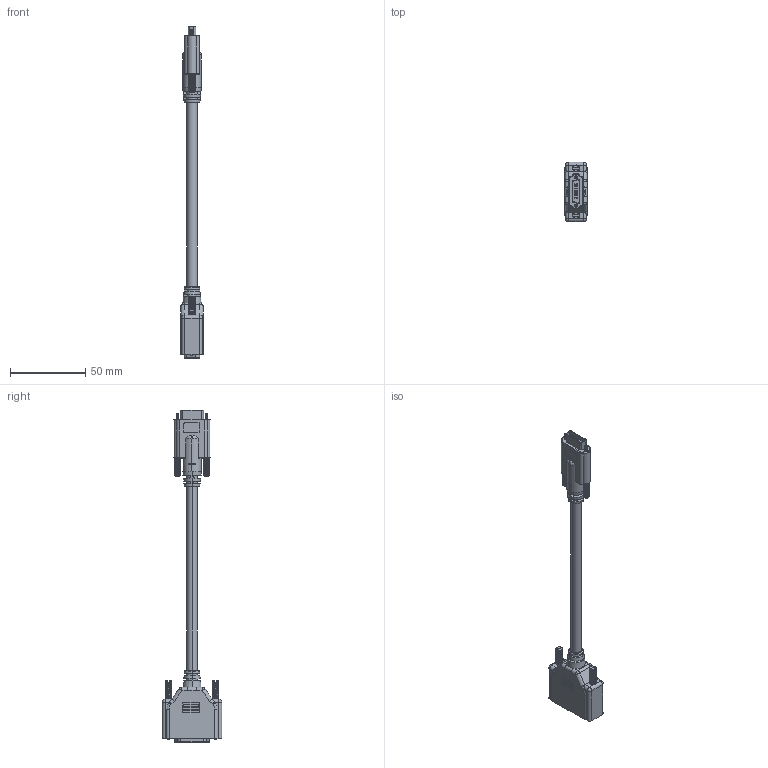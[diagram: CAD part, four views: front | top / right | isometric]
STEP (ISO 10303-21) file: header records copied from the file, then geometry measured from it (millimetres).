
FILE_DESCRIPTION (( 'STEP AP214' ), '1' );
FILE_NAME ('CLCA02_3D.STEP', '2022-06-17T18:53:33', ( '' ), ( '' ), 'SwSTEP 2.0', 'SolidWorks 2021', '' );
FILE_SCHEMA (( 'AUTOMOTIVE_DESIGN' ));
Length unit declared in the file: inch
Products named in the file (8): MCD-408C; PBOLT-11-SS; CLM26PM; CLCA02_3D; CL26PM; PBOLT-17
Assembly tree (9 placements, depth 3):
  CLCA02_3D
    MCD-408C
    CL26PM
      CL26PM
      PBOLT-17  x2
    CLM26PM
      CLM26PM
      PBOLT-11-SS  x2
Bounding box: 15 x 39.7 x 221.04 mm (x, y, z)
Volume: 30357.7 mm3; surface area: 16354.2 mm2
Topology: 7 solids, 7 shells, 1009 faces, 2830 edges, 1859 vertices
Faces by surface type: cylinder 699, plane 226, bspline 30, torus 28, cone 18, sphere 8
Entity records: 27103 total; most frequent: CARTESIAN_POINT 9419, ORIENTED_EDGE 3772, DIRECTION 3601, EDGE_CURVE 1886, AXIS2_PLACEMENT_3D 1365, VERTEX_POINT 1235, VECTOR 871, LINE 871
